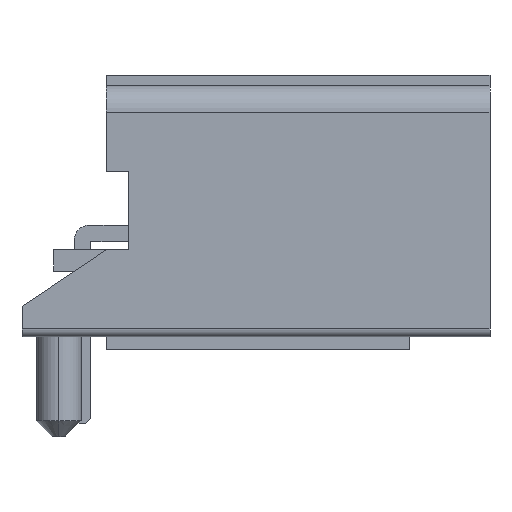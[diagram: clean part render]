
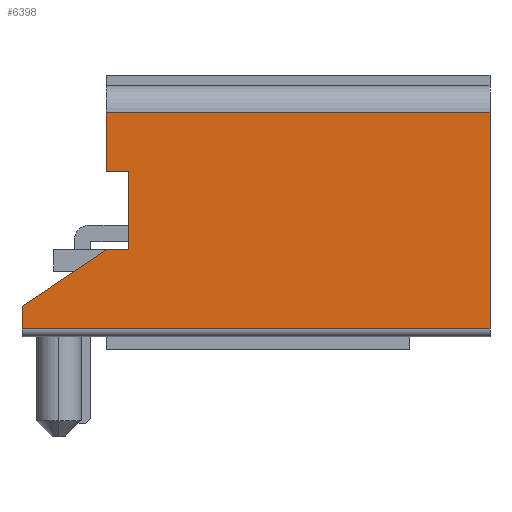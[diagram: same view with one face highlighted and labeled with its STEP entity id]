
A CAD part, left-side view. The second image highlights one B-rep face of the part: STEP entity #6398.
In plain terms, the highlighted planar face has unit normal (-1, 0, 0).
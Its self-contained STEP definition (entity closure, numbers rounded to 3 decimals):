
#103 = CARTESIAN_POINT ( 'NONE',  ( -7.31, -15.5, 8.54 ) ) ;
#269 = LINE ( 'NONE', #15029, #20654 ) ;
#433 = CARTESIAN_POINT ( 'NONE',  ( -7.31, -1.743, 6.294 ) ) ;
#436 = ORIENTED_EDGE ( 'NONE', *, *, #8164, .T. ) ;
#717 = CARTESIAN_POINT ( 'NONE',  ( -7.31, 2.3, 1.16 ) ) ;
#1047 = VECTOR ( 'NONE', #10140, 1000. ) ;
#1090 = EDGE_CURVE ( 'NONE', #14000, #12025, #17531, .T. ) ;
#1473 = DIRECTION ( 'NONE',  ( 0., 0., -1. ) ) ;
#1994 = ORIENTED_EDGE ( 'NONE', *, *, #1090, .T. ) ;
#2197 = DIRECTION ( 'NONE',  ( 0., 1., 0. ) ) ;
#3016 = EDGE_CURVE ( 'NONE', #14000, #3286, #9712, .T. ) ;
#3286 = VERTEX_POINT ( 'NONE', #16287 ) ;
#4420 = EDGE_LOOP ( 'NONE', ( #17874, #1994, #8831, #22302, #436, #21305, #10079, #23709, #7267 ) ) ;
#4891 = VECTOR ( 'NONE', #23050, 1000. ) ;
#4942 = VECTOR ( 'NONE', #1473, 1000. ) ;
#5016 = CARTESIAN_POINT ( 'NONE',  ( -7.31, -1.743, 3.313 ) ) ;
#5375 = VECTOR ( 'NONE', #15422, 1000. ) ;
#5750 = EDGE_CURVE ( 'NONE', #12776, #23324, #5981, .T. ) ;
#5981 = LINE ( 'NONE', #433, #5375 ) ;
#6398 = ADVANCED_FACE ( 'NONE', ( #19757 ), #19643, .F. ) ;
#7264 = CARTESIAN_POINT ( 'NONE',  ( -7.31, -15.5, 9.94 ) ) ;
#7267 = ORIENTED_EDGE ( 'NONE', *, *, #23718, .F. ) ;
#7439 = EDGE_CURVE ( 'NONE', #23324, #10350, #14902, .T. ) ;
#8164 = EDGE_CURVE ( 'NONE', #12275, #12296, #269, .T. ) ;
#8831 = ORIENTED_EDGE ( 'NONE', *, *, #20430, .F. ) ;
#8988 = EDGE_CURVE ( 'NONE', #12296, #12776, #11916, .T. ) ;
#9256 = CARTESIAN_POINT ( 'NONE',  ( -7.31, -0.9, 3.313 ) ) ;
#9712 = LINE ( 'NONE', #13296, #14625 ) ;
#10079 = ORIENTED_EDGE ( 'NONE', *, *, #5750, .T. ) ;
#10140 = DIRECTION ( 'NONE',  ( 0., -1., 0. ) ) ;
#10195 = CARTESIAN_POINT ( 'NONE',  ( -7.31, -0.9, 8.54 ) ) ;
#10350 = VERTEX_POINT ( 'NONE', #9256 ) ;
#10715 = DIRECTION ( 'NONE',  ( 1., 0., 0. ) ) ;
#11495 = DIRECTION ( 'NONE',  ( 0., 0., 1. ) ) ;
#11561 = VERTEX_POINT ( 'NONE', #103 ) ;
#11916 = LINE ( 'NONE', #17479, #1047 ) ;
#12025 = VERTEX_POINT ( 'NONE', #13154 ) ;
#12275 = VERTEX_POINT ( 'NONE', #22973 ) ;
#12296 = VERTEX_POINT ( 'NONE', #13822 ) ;
#12776 = VERTEX_POINT ( 'NONE', #19901 ) ;
#13154 = CARTESIAN_POINT ( 'NONE',  ( -7.31, -15.5, 0.3 ) ) ;
#13296 = CARTESIAN_POINT ( 'NONE',  ( -7.31, 2.3, 0. ) ) ;
#13646 = LINE ( 'NONE', #717, #14749 ) ;
#13822 = CARTESIAN_POINT ( 'NONE',  ( -7.31, -0.9, 6.294 ) ) ;
#14000 = VERTEX_POINT ( 'NONE', #18083 ) ;
#14306 = LINE ( 'NONE', #7264, #4942 ) ;
#14625 = VECTOR ( 'NONE', #11495, 1000. ) ;
#14749 = VECTOR ( 'NONE', #18997, 1000. ) ;
#14902 = LINE ( 'NONE', #18681, #17925 ) ;
#15029 = CARTESIAN_POINT ( 'NONE',  ( -7.31, -0.9, 9.94 ) ) ;
#15422 = DIRECTION ( 'NONE',  ( 0., 0., -1. ) ) ;
#16221 = EDGE_CURVE ( 'NONE', #11561, #12275, #17312, .T. ) ;
#16287 = CARTESIAN_POINT ( 'NONE',  ( -7.31, 2.3, 1.16 ) ) ;
#17312 = LINE ( 'NONE', #10195, #18438 ) ;
#17444 = AXIS2_PLACEMENT_3D ( 'NONE', #22988, #10715, #23098 ) ;
#17479 = CARTESIAN_POINT ( 'NONE',  ( -7.31, -0.9, 6.294 ) ) ;
#17531 = LINE ( 'NONE', #19588, #4891 ) ;
#17874 = ORIENTED_EDGE ( 'NONE', *, *, #3016, .F. ) ;
#17925 = VECTOR ( 'NONE', #2197, 1000. ) ;
#18083 = CARTESIAN_POINT ( 'NONE',  ( -7.31, 2.3, 0.3 ) ) ;
#18438 = VECTOR ( 'NONE', #21044, 1000. ) ;
#18681 = CARTESIAN_POINT ( 'NONE',  ( -7.31, -0.9, 3.313 ) ) ;
#18997 = DIRECTION ( 'NONE',  ( 0., -0.83, 0.558 ) ) ;
#19588 = CARTESIAN_POINT ( 'NONE',  ( -7.31, -0.9, 0.3 ) ) ;
#19643 = PLANE ( 'NONE',  #17444 ) ;
#19757 = FACE_OUTER_BOUND ( 'NONE', #4420, .T. ) ;
#19901 = CARTESIAN_POINT ( 'NONE',  ( -7.31, -1.743, 6.294 ) ) ;
#20430 = EDGE_CURVE ( 'NONE', #11561, #12025, #14306, .T. ) ;
#20654 = VECTOR ( 'NONE', #22383, 1000. ) ;
#21044 = DIRECTION ( 'NONE',  ( 0., 1., 0. ) ) ;
#21305 = ORIENTED_EDGE ( 'NONE', *, *, #8988, .T. ) ;
#22302 = ORIENTED_EDGE ( 'NONE', *, *, #16221, .T. ) ;
#22383 = DIRECTION ( 'NONE',  ( 0., 0., -1. ) ) ;
#22973 = CARTESIAN_POINT ( 'NONE',  ( -7.31, -0.9, 8.54 ) ) ;
#22988 = CARTESIAN_POINT ( 'NONE',  ( -7.31, -0.9, 9.94 ) ) ;
#23050 = DIRECTION ( 'NONE',  ( 0., -1., 0. ) ) ;
#23098 = DIRECTION ( 'NONE',  ( 0., 1., 0. ) ) ;
#23324 = VERTEX_POINT ( 'NONE', #5016 ) ;
#23709 = ORIENTED_EDGE ( 'NONE', *, *, #7439, .T. ) ;
#23718 = EDGE_CURVE ( 'NONE', #3286, #10350, #13646, .T. ) ;
